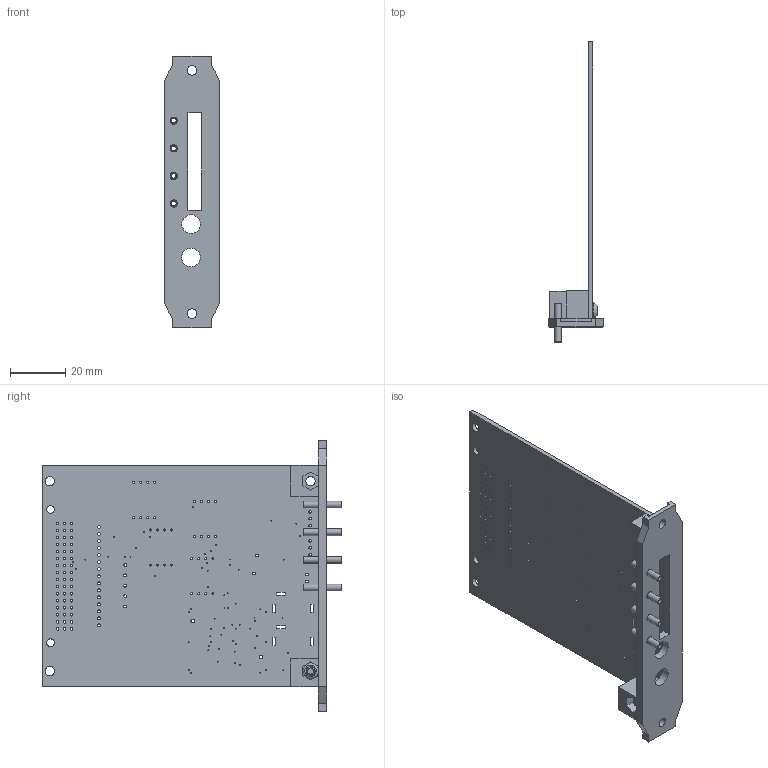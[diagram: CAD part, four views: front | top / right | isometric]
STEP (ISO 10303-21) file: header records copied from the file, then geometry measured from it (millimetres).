
FILE_DESCRIPTION(/* description */ (''),/* implementation_level */ '2;1');
FILE_NAME(/* name */ 'Sensing card V2.2 v1.step',/* time_stamp */ '2022-10-11T20:14:38-04:00',/* author */ (''),/* organization */ (''),/* preprocessor_version */ 'ST-DEVELOPER v19',/* originating_system */ 'Autodesk Translation Framework v11.7.0.108',/* authorisation */ '');
FILE_SCHEMA (('AUTOMOTIVE_DESIGN { 1 0 10303 214 3 1 1 }'));
Length unit declared in the file: millimetre
Products named in the file (8): Sensing card V2.2; sensor card v6; Board (3); sensing card face plate; sensor card faceplate; 15mm brass tube 8859K18; M3*14mm 92095A168; M3 Locknut 90576A102
Assembly tree (10 placements, depth 3):
  Sensing card V2.2
    sensor card v6
      Board (3)
    sensing card face plate
      sensor card faceplate
      15mm brass tube 8859K18  x4
    M3*14mm 92095A168
    M3 Locknut 90576A102
Bounding box: 20.21 x 108.5 x 98.27 mm (x, y, z)
Volume: 19352.3 mm3; surface area: 23850.4 mm2
Topology: 9 solids, 9 shells, 350 faces, 946 edges, 623 vertices
Faces by surface type: cylinder 213, plane 114, cone 19, torus 3, sphere 1
Full cylindrical faces by diameter (mm): 0.35 x67, 0.743 x32, 0.9 x8, 1 x48, 1.016 x25, 1.67 x4, 2.35 x1, 2.381 x4, 2.631 x4, 2.8 x2, 3 x2, 3.259 x1, 3.4 x8, 5.7 x1, 6.75 x2
Entity records: 11979 total; most frequent: DIRECTION 2054, CARTESIAN_POINT 1955, ORIENTED_EDGE 1856, EDGE_CURVE 928, AXIS2_PLACEMENT_3D 800, EDGE_LOOP 763, VERTEX_POINT 611, LINE 454
